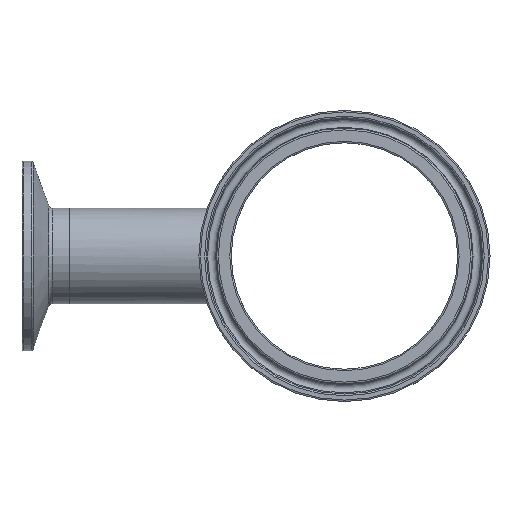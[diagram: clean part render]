
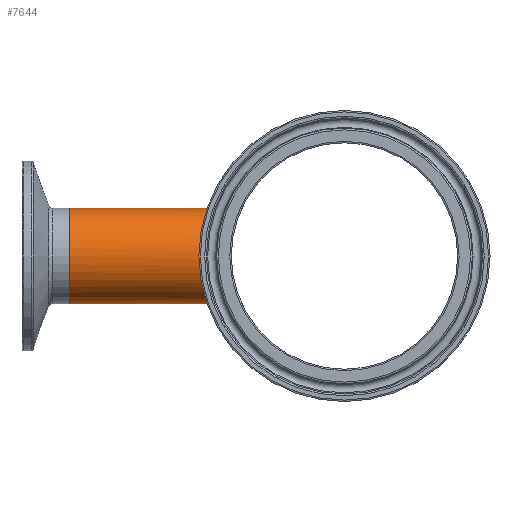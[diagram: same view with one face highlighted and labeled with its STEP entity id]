
A CAD part, left-side view. The second image highlights one B-rep face of the part: STEP entity #7644.
In plain terms, the highlighted cylindrical face has radius 12.7 mm (diameter 25.4 mm), a full revolution.
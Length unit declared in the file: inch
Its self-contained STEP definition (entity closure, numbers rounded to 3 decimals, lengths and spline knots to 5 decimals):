
#193=FACE_BOUND('',#1506,.T.);
#977=FACE_OUTER_BOUND('',#1505,.T.);
#1505=EDGE_LOOP('',(#7049));
#1506=EDGE_LOOP('',(#7050));
#1870=B_SPLINE_CURVE_WITH_KNOTS('',3,(#16496,#16497,#16498,#16499,#16500,
#16501,#16502,#16503,#16504,#16505,#16506,#16507,#16508,#16509,#16510,#16511,
#16512,#16513),.UNSPECIFIED.,.T.,.F.,(4,1,1,1,1,1,1,1,1,1,1,1,1,1,1,4),
(0.,0.55352,1.10705,1.66057,2.21409,
2.58311,3.32114,3.69016,4.05917,4.42819,
4.98171,5.53524,6.08876,6.64228,7.19581,
7.74933),.UNSPECIFIED.);
#3020=CIRCLE('',#8067,0.5);
#3764=VERTEX_POINT('',#16294);
#3801=VERTEX_POINT('',#16494);
#4850=EDGE_CURVE('',#3764,#3764,#3020,.T.);
#4888=EDGE_CURVE('',#3801,#3801,#1870,.T.);
#7049=ORIENTED_EDGE('',*,*,#4850,.T.);
#7050=ORIENTED_EDGE('',*,*,#4888,.F.);
#7111=CYLINDRICAL_SURFACE('',#8141,0.5);
#7644=ADVANCED_FACE('',(#977,#193),#7111,.T.);
#8067=AXIS2_PLACEMENT_3D('',#16295,#9478,#9479);
#8141=AXIS2_PLACEMENT_3D('',#16514,#9626,#9627);
#9478=DIRECTION('center_axis',(0.,-1.,0.));
#9479=DIRECTION('ref_axis',(1.,0.,0.));
#9626=DIRECTION('center_axis',(0.,-1.,0.));
#9627=DIRECTION('ref_axis',(1.,0.,0.));
#16294=CARTESIAN_POINT('',(-0.5,2.875,0.));
#16295=CARTESIAN_POINT('Origin',(0.,2.875,0.));
#16494=CARTESIAN_POINT('',(0.,1.18585,0.5));
#16496=CARTESIAN_POINT('Ctrl Pts',(0.,1.18577,
0.50006));
#16497=CARTESIAN_POINT('Ctrl Pts',(-0.07559,1.18577,
0.50006));
#16498=CARTESIAN_POINT('Ctrl Pts',(-0.22677,1.20585,
0.46452));
#16499=CARTESIAN_POINT('Ctrl Pts',(-0.40276,1.2668,
0.32321));
#16500=CARTESIAN_POINT('Ctrl Pts',(-0.50414,1.31436,0.11721));
#16501=CARTESIAN_POINT('Ctrl Pts',(-0.50411,1.31436,
-0.09109));
#16502=CARTESIAN_POINT('Ctrl Pts',(-0.41974,1.27483,
-0.30227));
#16503=CARTESIAN_POINT('Ctrl Pts',(-0.27026,1.21691,
-0.4413));
#16504=CARTESIAN_POINT('Ctrl Pts',(-0.0768,1.18482,
-0.50187));
#16505=CARTESIAN_POINT('Ctrl Pts',(0.07682,1.18491,
-0.50189));
#16506=CARTESIAN_POINT('Ctrl Pts',(0.24607,1.21276,-0.44875));
#16507=CARTESIAN_POINT('Ctrl Pts',(0.40292,1.26674,-0.32319));
#16508=CARTESIAN_POINT('Ctrl Pts',(0.50408,1.3144,-0.11731));
#16509=CARTESIAN_POINT('Ctrl Pts',(0.50413,1.31432,0.1173));
#16510=CARTESIAN_POINT('Ctrl Pts',(0.40278,1.26684,0.32322));
#16511=CARTESIAN_POINT('Ctrl Pts',(0.22675,1.20584,0.46452));
#16512=CARTESIAN_POINT('Ctrl Pts',(0.07559,1.18576,
0.50007));
#16513=CARTESIAN_POINT('Ctrl Pts',(0.,1.18577,
0.50006));
#16514=CARTESIAN_POINT('Origin',(0.,2.875,0.));
